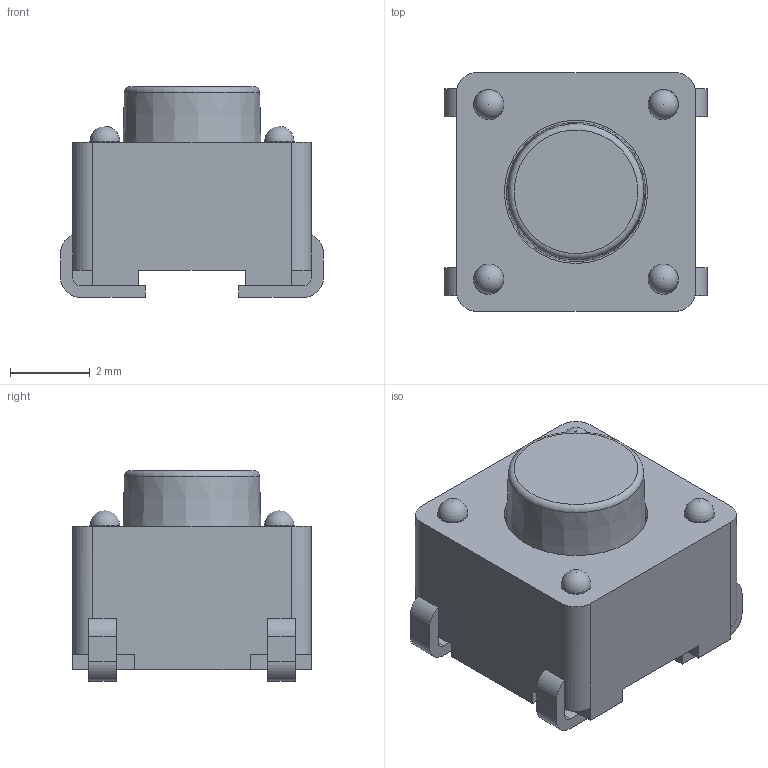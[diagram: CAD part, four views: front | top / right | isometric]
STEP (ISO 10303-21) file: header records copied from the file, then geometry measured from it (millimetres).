
FILE_DESCRIPTION(/* description */ ('STEP AP242','CAx-IF Rec.Pracs.---Representation and Presentation of Product Manufacturing Information (PMI)---4.0---2014-10-13','CAx-IF Rec.Pracs.---3D Tessellated Geometry---0.4---2014-09-14','2;1'),/* implementation_level */ '2;1');
FILE_NAME(/* name */ '638baf0099f57901cdc69d21',/* time_stamp */ '2022-12-03T20:18:08+00:00',/* author */ (''),/* organization */ (''),/* preprocessor_version */ 'ST-DEVELOPER v18.102',/* originating_system */ ' ',/* authorisation */ ' ');
FILE_SCHEMA (('AP242_MANAGED_MODEL_BASED_3D_ENGINEERING_MIM_LF { 1 0 10303 442 1 1 4 }'));
Length unit declared in the file: metre
Products named in the file (11): button; peg; peg 2; peg 3; peg 4; disc; lead; body
Bounding box: 6.6 x 6 x 5.3 mm (x, y, z)
Volume: 109.4 mm3; surface area: 377.1 mm2
Topology: 11 solids, 11 shells, 215 faces, 524 edges, 342 vertices
Faces by surface type: plane 126, cylinder 75, torus 6, sphere 6, cone 2
Full cylindrical faces by diameter (mm): 0.75 x4, 3.6 x1, 5 x1
Entity records: 6416 total; most frequent: CARTESIAN_POINT 1116, DIRECTION 1071, ORIENTED_EDGE 990, EDGE_CURVE 495, AXIS2_PLACEMENT_3D 358, LINE 355, VECTOR 355, VERTEX_POINT 331
